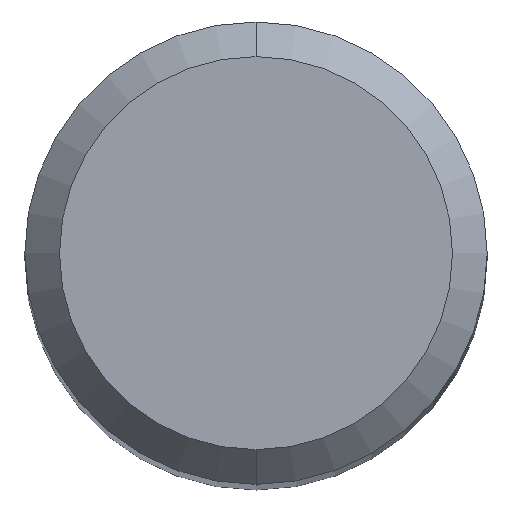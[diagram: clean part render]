
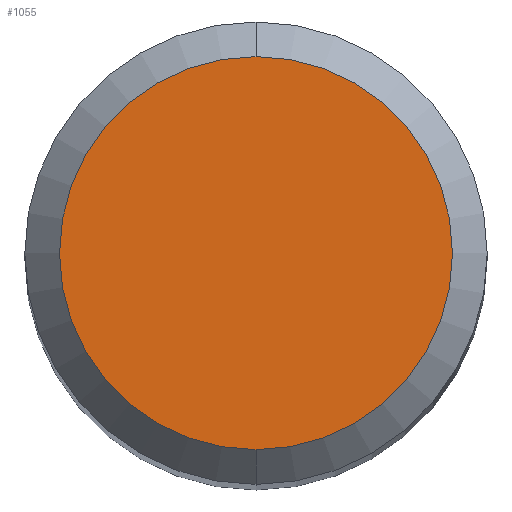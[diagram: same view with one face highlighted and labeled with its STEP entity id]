
A CAD part, top view. The second image highlights one B-rep face of the part: STEP entity #1055.
In plain terms, the highlighted planar face has unit normal (0, 0, 1).
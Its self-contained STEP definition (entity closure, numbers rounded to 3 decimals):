
#563=VERTEX_POINT('',#1398);
#761=VERTEX_POINT('',#1612);
#887=EDGE_CURVE('',#761,#563,#1749,.T.);
#953=EDGE_CURVE('',#563,#761,#1820,.T.);
#1055=ADVANCED_FACE('',(#1936),#1937,.T.);
#1398=CARTESIAN_POINT('',(0.,-1.7,0.0));
#1612=CARTESIAN_POINT('',(0.0,1.7,0.0));
#1749=CIRCLE('',#3922,1.7);
#1820=CIRCLE('',#4245,1.7);
#1936=FACE_OUTER_BOUND('',#4641,.T.);
#1937=PLANE('',#4642);
#3922=AXIS2_PLACEMENT_3D('',#6276,#6277,#6278);
#4245=AXIS2_PLACEMENT_3D('',#6337,#6338,#6339);
#4641=EDGE_LOOP('',(#6520,#6521));
#4642=AXIS2_PLACEMENT_3D('',#6522,#6523,#6524);
#6276=CARTESIAN_POINT('',(0.0,0.0,0.0));
#6277=DIRECTION('',(0.0,0.0,-1.0));
#6278=DIRECTION('',(0.0,1.0,0.0));
#6337=CARTESIAN_POINT('',(0.0,0.0,0.0));
#6338=DIRECTION('',(0.0,0.0,-1.0));
#6339=DIRECTION('',(0.0,1.0,0.0));
#6520=ORIENTED_EDGE('',*,*,#887,.F.);
#6521=ORIENTED_EDGE('',*,*,#953,.F.);
#6522=CARTESIAN_POINT('',(0.0,0.85,0.0));
#6523=DIRECTION('',(-0.0,0.0,1.0));
#6524=DIRECTION('',(0.0,-1.0,0.0));
